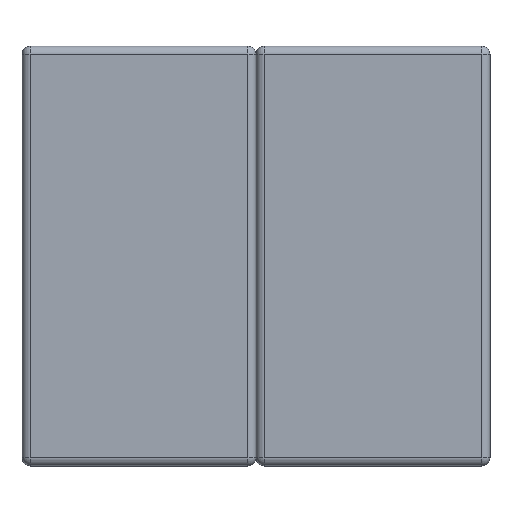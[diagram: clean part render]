
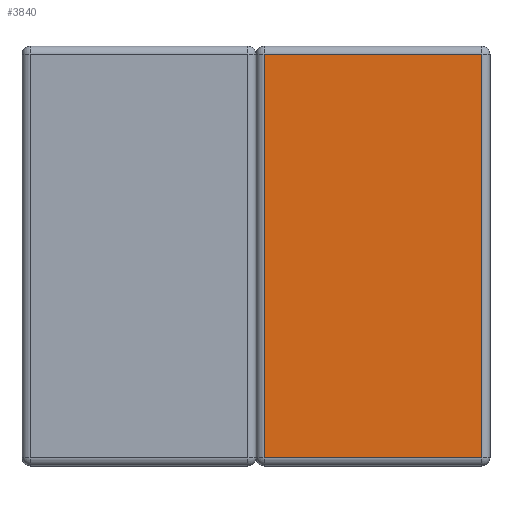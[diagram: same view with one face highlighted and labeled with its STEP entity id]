
A CAD part, left-side view. The second image highlights one B-rep face of the part: STEP entity #3840.
In plain terms, the highlighted planar face has unit normal (-1, 0, 0).
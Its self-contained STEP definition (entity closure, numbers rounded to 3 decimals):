
#140 = CARTESIAN_POINT ( 'NONE',  ( 0., 1.88, -0.07 ) ) ;
#177 = ORIENTED_EDGE ( 'NONE', *, *, #2626, .T. ) ;
#280 = LINE ( 'NONE', #1337, #2123 ) ;
#305 = EDGE_CURVE ( 'NONE', #6681, #7341, #6530, .T. ) ;
#421 = CARTESIAN_POINT ( 'NONE',  ( 0., 1.88, -3.43 ) ) ;
#530 = CARTESIAN_POINT ( 'NONE',  ( 0., 0., -3.43 ) ) ;
#644 = DIRECTION ( 'NONE',  ( 0., 0., 1. ) ) ;
#847 = EDGE_CURVE ( 'NONE', #1656, #6683, #999, .T. ) ;
#999 = LINE ( 'NONE', #6244, #3431 ) ;
#1174 = CARTESIAN_POINT ( 'NONE',  ( 0., 0., 0. ) ) ;
#1337 = CARTESIAN_POINT ( 'NONE',  ( 0., 1.95, -0.07 ) ) ;
#1656 = VERTEX_POINT ( 'NONE', #2801 ) ;
#1920 = VECTOR ( 'NONE', #5180, 1000. ) ;
#2123 = VECTOR ( 'NONE', #3221, 1000. ) ;
#2467 = CARTESIAN_POINT ( 'NONE',  ( 0., 0.07, -0.07 ) ) ;
#2537 = ORIENTED_EDGE ( 'NONE', *, *, #305, .T. ) ;
#2626 = EDGE_CURVE ( 'NONE', #6683, #6681, #280, .T. ) ;
#2801 = CARTESIAN_POINT ( 'NONE',  ( 0., 0.07, -3.43 ) ) ;
#3221 = DIRECTION ( 'NONE',  ( 0., 1., 0. ) ) ;
#3344 = DIRECTION ( 'NONE',  ( 0., 0., 1. ) ) ;
#3431 = VECTOR ( 'NONE', #3344, 1000. ) ;
#3644 = DIRECTION ( 'NONE',  ( 0., 0., -1. ) ) ;
#3753 = ORIENTED_EDGE ( 'NONE', *, *, #847, .T. ) ;
#3840 = ADVANCED_FACE ( 'NONE', ( #4547 ), #6344, .T. ) ;
#4547 = FACE_OUTER_BOUND ( 'NONE', #5381, .T. ) ;
#4802 = EDGE_CURVE ( 'NONE', #7341, #1656, #7394, .T. ) ;
#5180 = DIRECTION ( 'NONE',  ( 0., -1., 0. ) ) ;
#5381 = EDGE_LOOP ( 'NONE', ( #7220, #3753, #177, #2537 ) ) ;
#6244 = CARTESIAN_POINT ( 'NONE',  ( 0., 0.07, 0. ) ) ;
#6344 = PLANE ( 'NONE',  #6350 ) ;
#6350 = AXIS2_PLACEMENT_3D ( 'NONE', #1174, #6974, #644 ) ;
#6469 = VECTOR ( 'NONE', #3644, 1000. ) ;
#6530 = LINE ( 'NONE', #7193, #6469 ) ;
#6681 = VERTEX_POINT ( 'NONE', #140 ) ;
#6683 = VERTEX_POINT ( 'NONE', #2467 ) ;
#6974 = DIRECTION ( 'NONE',  ( -1., 0., 0. ) ) ;
#7193 = CARTESIAN_POINT ( 'NONE',  ( 0., 1.88, -3.5 ) ) ;
#7220 = ORIENTED_EDGE ( 'NONE', *, *, #4802, .T. ) ;
#7341 = VERTEX_POINT ( 'NONE', #421 ) ;
#7394 = LINE ( 'NONE', #530, #1920 ) ;
